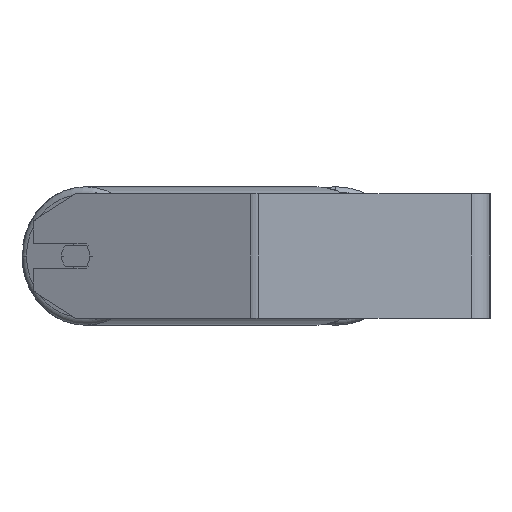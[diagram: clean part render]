
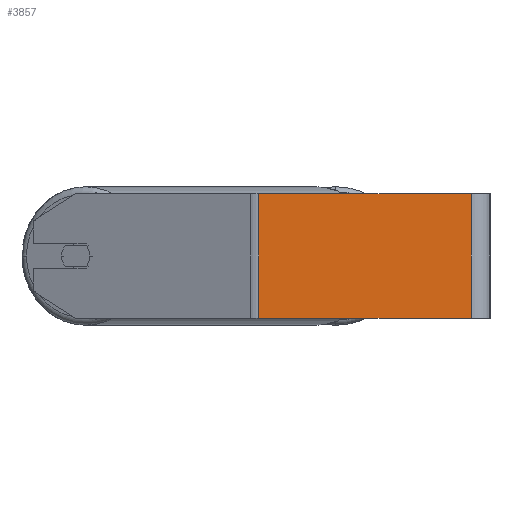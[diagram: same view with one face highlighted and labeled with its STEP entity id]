
A CAD part, left-side view. The second image highlights one B-rep face of the part: STEP entity #3857.
In plain terms, the highlighted planar face has unit normal (-1, 0, 0).
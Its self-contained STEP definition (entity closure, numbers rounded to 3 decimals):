
#228 = VECTOR ( 'NONE', #2018, 1000. ) ;
#510 = ORIENTED_EDGE ( 'NONE', *, *, #3531, .T. ) ;
#783 = AXIS2_PLACEMENT_3D ( 'NONE', #7688, #6320, #3617 ) ;
#801 = DIRECTION ( 'NONE',  ( 0., 0., -1. ) ) ;
#845 = CARTESIAN_POINT ( 'NONE',  ( -605., 12., 40. ) ) ;
#950 = VERTEX_POINT ( 'NONE', #3976 ) ;
#958 = FACE_OUTER_BOUND ( 'NONE', #4199, .T. ) ;
#999 = PLANE ( 'NONE',  #783 ) ;
#1233 = VECTOR ( 'NONE', #7717, 1000. ) ;
#1262 = CARTESIAN_POINT ( 'NONE',  ( -605., 12., -40. ) ) ;
#2018 = DIRECTION ( 'NONE',  ( 0., -1., 0. ) ) ;
#2260 = LINE ( 'NONE', #845, #7585 ) ;
#2855 = ORIENTED_EDGE ( 'NONE', *, *, #6196, .F. ) ;
#2964 = LINE ( 'NONE', #3674, #6851 ) ;
#3066 = CARTESIAN_POINT ( 'NONE',  ( -605., 148.59, -40. ) ) ;
#3531 = EDGE_CURVE ( 'NONE', #5907, #8509, #2964, .T. ) ;
#3617 = DIRECTION ( 'NONE',  ( 0., 0., -1. ) ) ;
#3674 = CARTESIAN_POINT ( 'NONE',  ( -605., 148.59, 40. ) ) ;
#3857 = ADVANCED_FACE ( 'NONE', ( #958 ), #999, .F. ) ;
#3976 = CARTESIAN_POINT ( 'NONE',  ( -605., 12., 40. ) ) ;
#3980 = VERTEX_POINT ( 'NONE', #1262 ) ;
#4186 = EDGE_CURVE ( 'NONE', #8509, #3980, #8086, .T. ) ;
#4199 = EDGE_LOOP ( 'NONE', ( #4213, #2855, #7866, #510 ) ) ;
#4213 = ORIENTED_EDGE ( 'NONE', *, *, #4186, .T. ) ;
#5020 = CARTESIAN_POINT ( 'NONE',  ( -605., 151.25, 40. ) ) ;
#5066 = CARTESIAN_POINT ( 'NONE',  ( -605., 148.59, 40. ) ) ;
#5474 = CARTESIAN_POINT ( 'NONE',  ( -605., 151.25, -40. ) ) ;
#5907 = VERTEX_POINT ( 'NONE', #5066 ) ;
#6196 = EDGE_CURVE ( 'NONE', #950, #3980, #2260, .T. ) ;
#6320 = DIRECTION ( 'NONE',  ( 1., 0., 0. ) ) ;
#6851 = VECTOR ( 'NONE', #7657, 1000. ) ;
#7064 = EDGE_CURVE ( 'NONE', #5907, #950, #8337, .T. ) ;
#7585 = VECTOR ( 'NONE', #801, 1000. ) ;
#7657 = DIRECTION ( 'NONE',  ( 0., 0., -1. ) ) ;
#7688 = CARTESIAN_POINT ( 'NONE',  ( -605., 151.25, 40. ) ) ;
#7717 = DIRECTION ( 'NONE',  ( 0., -1., 0. ) ) ;
#7866 = ORIENTED_EDGE ( 'NONE', *, *, #7064, .F. ) ;
#8086 = LINE ( 'NONE', #5474, #228 ) ;
#8337 = LINE ( 'NONE', #5020, #1233 ) ;
#8509 = VERTEX_POINT ( 'NONE', #3066 ) ;
